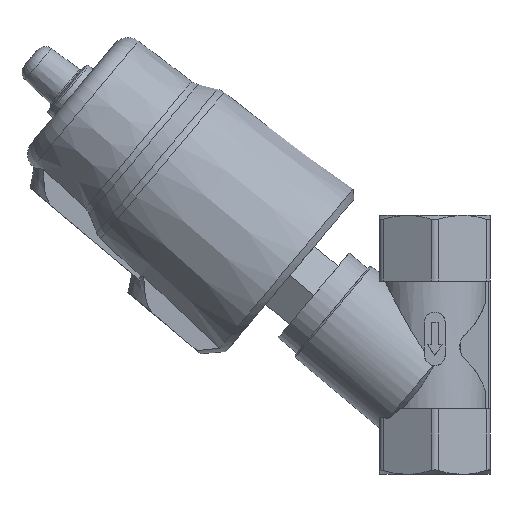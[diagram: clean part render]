
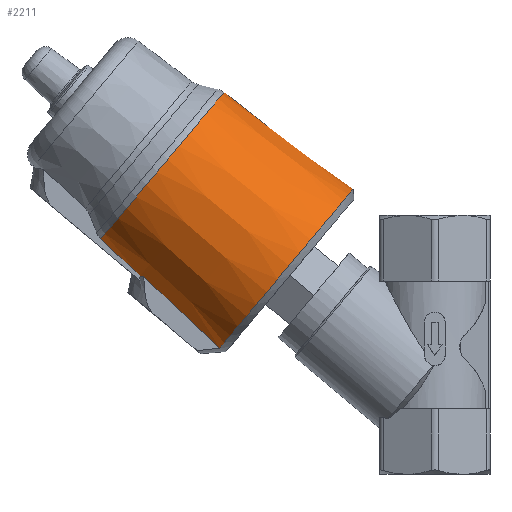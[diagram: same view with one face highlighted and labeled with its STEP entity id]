
A CAD part, left-side view. The second image highlights one B-rep face of the part: STEP entity #2211.
In plain terms, the highlighted conical face has half-angle 3 degrees and reference radius 28.445 mm.
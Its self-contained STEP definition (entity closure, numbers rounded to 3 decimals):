
#33=CONICAL_SURFACE('',#2407,28.445,0.052);
#439=B_SPLINE_CURVE_WITH_KNOTS('',3,(#3567,#3568,#3569,#3570),
 .UNSPECIFIED.,.F.,.F.,(4,4),(0.001,0.031),
 .UNSPECIFIED.);
#440=B_SPLINE_CURVE_WITH_KNOTS('',3,(#3573,#3574,#3575,#3576,#3577,#3578,
#3579,#3580,#3581,#3582,#3583,#3584,#3585,#3586,#3587,#3588,#3589,#3590,
#3591,#3592,#3593,#3594,#3595,#3596,#3597,#3598,#3599,#3600,#3601,#3602,
#3603,#3604,#3605,#3606,#3607,#3608,#3609,#3610,#3611,#3612,#3613,#3614,
#3615),.UNSPECIFIED.,.F.,.F.,(4,1,1,1,1,1,1,1,1,1,1,1,1,1,1,1,1,1,1,1,1,
1,1,1,1,1,1,1,1,1,1,1,1,1,1,1,1,1,1,1,4),(0.107,0.112,
0.115,0.118,0.123,0.126,
0.129,0.131,0.134,0.137,
0.14,0.142,0.145,0.15,
0.153,0.156,0.161,0.164,
0.167,0.172,0.177,0.183,
0.188,0.194,0.199,0.205,
0.21,0.215,0.221,0.226,
0.232,0.237,0.243,0.248,
0.253,0.259,0.264,0.267,
0.27,0.275,0.28),.UNSPECIFIED.);
#441=B_SPLINE_CURVE_WITH_KNOTS('',3,(#3617,#3618,#3619,#3620),
 .UNSPECIFIED.,.F.,.F.,(4,4),(0.001,0.031),
 .UNSPECIFIED.);
#442=B_SPLINE_CURVE_WITH_KNOTS('',3,(#3622,#3623,#3624,#3625),
 .UNSPECIFIED.,.F.,.F.,(4,4),(0.,0.002),
 .UNSPECIFIED.);
#443=B_SPLINE_CURVE_WITH_KNOTS('',3,(#3627,#3628,#3629,#3630),
 .UNSPECIFIED.,.F.,.F.,(4,4),(0.057,0.073),
 .UNSPECIFIED.);
#444=B_SPLINE_CURVE_WITH_KNOTS('',3,(#3631,#3632,#3633,#3634),
 .UNSPECIFIED.,.F.,.F.,(4,4),(0.057,0.073),
 .UNSPECIFIED.);
#445=B_SPLINE_CURVE_WITH_KNOTS('',3,(#3636,#3637,#3638,#3639),
 .UNSPECIFIED.,.F.,.F.,(4,4),(0.02,0.022),
 .UNSPECIFIED.);
#616=ORIENTED_EDGE('',*,*,#1266,.T.);
#617=ORIENTED_EDGE('',*,*,#1267,.T.);
#618=ORIENTED_EDGE('',*,*,#1268,.F.);
#619=ORIENTED_EDGE('',*,*,#1269,.T.);
#620=ORIENTED_EDGE('',*,*,#1270,.F.);
#621=ORIENTED_EDGE('',*,*,#1263,.T.);
#622=ORIENTED_EDGE('',*,*,#1271,.T.);
#623=ORIENTED_EDGE('',*,*,#1272,.T.);
#1263=EDGE_CURVE('',#1584,#1585,#1758,.T.);
#1266=EDGE_CURVE('',#1586,#1587,#439,.T.);
#1267=EDGE_CURVE('',#1587,#1588,#440,.T.);
#1268=EDGE_CURVE('',#1589,#1588,#441,.T.);
#1269=EDGE_CURVE('',#1589,#1590,#442,.T.);
#1270=EDGE_CURVE('',#1584,#1590,#443,.T.);
#1271=EDGE_CURVE('',#1585,#1591,#444,.T.);
#1272=EDGE_CURVE('',#1591,#1586,#445,.T.);
#1584=VERTEX_POINT('',#3556);
#1585=VERTEX_POINT('',#3557);
#1586=VERTEX_POINT('',#3571);
#1587=VERTEX_POINT('',#3572);
#1588=VERTEX_POINT('',#3616);
#1589=VERTEX_POINT('',#3621);
#1590=VERTEX_POINT('',#3626);
#1591=VERTEX_POINT('',#3635);
#1758=CIRCLE('',#2406,28.445);
#1833=EDGE_LOOP('',(#616,#617,#618,#619,#620,#621,#622,#623));
#2004=FACE_BOUND('',#1833,.T.);
#2211=ADVANCED_FACE('',(#2004),#33,.T.);
#2406=AXIS2_PLACEMENT_3D('',#3555,#2729,#2730);
#2407=AXIS2_PLACEMENT_3D('',#3566,#2731,#2732);
#2729=DIRECTION('',(0.643,-0.766,0.));
#2730=DIRECTION('',(0.766,0.643,0.));
#2731=DIRECTION('',(0.643,-0.766,0.));
#2732=DIRECTION('',(0.766,0.643,0.));
#3555=CARTESIAN_POINT('',(-88.97,79.298,0.));
#3556=CARTESIAN_POINT('',(-68.175,96.747,8.5));
#3557=CARTESIAN_POINT('',(-68.175,96.747,-8.5));
#3566=CARTESIAN_POINT('',(-88.97,79.298,0.));
#3567=CARTESIAN_POINT('',(-57.192,84.299,-10.));
#3568=CARTESIAN_POINT('',(-50.315,76.973,-10.));
#3569=CARTESIAN_POINT('',(-43.439,69.645,-10.));
#3570=CARTESIAN_POINT('',(-36.564,62.317,-10.));
#3571=CARTESIAN_POINT('',(-57.192,84.299,-10.));
#3572=CARTESIAN_POINT('',(-36.564,62.317,-10.));
#3573=CARTESIAN_POINT('',(-36.564,62.317,-10.));
#3574=CARTESIAN_POINT('',(-37.011,61.942,-11.705));
#3575=CARTESIAN_POINT('',(-37.849,61.238,-14.182));
#3576=CARTESIAN_POINT('',(-39.312,60.01,-17.301));
#3577=CARTESIAN_POINT('',(-40.955,58.632,-20.196));
#3578=CARTESIAN_POINT('',(-42.882,57.015,-22.802));
#3579=CARTESIAN_POINT('',(-45.074,55.175,-25.07));
#3580=CARTESIAN_POINT('',(-46.803,53.725,-26.554));
#3581=CARTESIAN_POINT('',(-48.623,52.197,-27.838));
#3582=CARTESIAN_POINT('',(-50.546,50.584,-28.92));
#3583=CARTESIAN_POINT('',(-52.531,48.918,-29.774));
#3584=CARTESIAN_POINT('',(-54.545,47.228,-30.391));
#3585=CARTESIAN_POINT('',(-56.594,45.509,-30.779));
#3586=CARTESIAN_POINT('',(-59.389,43.163,-30.982));
#3587=CARTESIAN_POINT('',(-62.151,40.845,-30.702));
#3588=CARTESIAN_POINT('',(-64.853,38.577,-29.959));
#3589=CARTESIAN_POINT('',(-67.535,36.327,-28.891));
#3590=CARTESIAN_POINT('',(-70.047,34.219,-27.392));
#3591=CARTESIAN_POINT('',(-72.393,32.25,-25.477));
#3592=CARTESIAN_POINT('',(-74.63,30.374,-23.268));
#3593=CARTESIAN_POINT('',(-77.077,28.32,-20.112));
#3594=CARTESIAN_POINT('',(-79.511,26.277,-15.623));
#3595=CARTESIAN_POINT('',(-81.273,24.799,-10.737));
#3596=CARTESIAN_POINT('',(-82.375,23.874,-5.442));
#3597=CARTESIAN_POINT('',(-82.741,23.567,0.007));
#3598=CARTESIAN_POINT('',(-82.376,23.874,5.433));
#3599=CARTESIAN_POINT('',(-81.274,24.798,10.733));
#3600=CARTESIAN_POINT('',(-79.513,26.276,15.619));
#3601=CARTESIAN_POINT('',(-77.08,28.318,20.108));
#3602=CARTESIAN_POINT('',(-74.14,30.785,23.901));
#3603=CARTESIAN_POINT('',(-70.67,33.696,27.024));
#3604=CARTESIAN_POINT('',(-66.911,36.851,29.263));
#3605=CARTESIAN_POINT('',(-62.829,40.276,30.637));
#3606=CARTESIAN_POINT('',(-58.708,43.734,31.05));
#3607=CARTESIAN_POINT('',(-54.516,47.252,30.507));
#3608=CARTESIAN_POINT('',(-50.535,50.593,29.042));
#3609=CARTESIAN_POINT('',(-46.744,53.774,26.649));
#3610=CARTESIAN_POINT('',(-43.955,56.114,24.015));
#3611=CARTESIAN_POINT('',(-41.917,57.824,21.499));
#3612=CARTESIAN_POINT('',(-40.087,59.36,18.798));
#3613=CARTESIAN_POINT('',(-38.146,60.989,15.048));
#3614=CARTESIAN_POINT('',(-37.01,61.942,11.704));
#3615=CARTESIAN_POINT('',(-36.564,62.317,10.));
#3616=CARTESIAN_POINT('',(-36.564,62.317,10.));
#3617=CARTESIAN_POINT('',(-57.192,84.299,10.));
#3618=CARTESIAN_POINT('',(-50.315,76.973,10.));
#3619=CARTESIAN_POINT('',(-43.439,69.645,10.));
#3620=CARTESIAN_POINT('',(-36.564,62.317,10.));
#3621=CARTESIAN_POINT('',(-57.192,84.299,10.));
#3622=CARTESIAN_POINT('',(-57.192,84.299,10.));
#3623=CARTESIAN_POINT('',(-57.321,84.69,9.52));
#3624=CARTESIAN_POINT('',(-57.432,85.052,9.02));
#3625=CARTESIAN_POINT('',(-57.529,85.387,8.5));
#3626=CARTESIAN_POINT('',(-57.529,85.387,8.5));
#3627=CARTESIAN_POINT('',(-68.175,96.747,8.5));
#3628=CARTESIAN_POINT('',(-64.626,92.961,8.5));
#3629=CARTESIAN_POINT('',(-61.077,89.174,8.5));
#3630=CARTESIAN_POINT('',(-57.529,85.387,8.5));
#3631=CARTESIAN_POINT('',(-68.175,96.747,-8.5));
#3632=CARTESIAN_POINT('',(-64.626,92.961,-8.5));
#3633=CARTESIAN_POINT('',(-61.077,89.174,-8.5));
#3634=CARTESIAN_POINT('',(-57.529,85.387,-8.5));
#3635=CARTESIAN_POINT('',(-57.529,85.387,-8.5));
#3636=CARTESIAN_POINT('',(-57.529,85.387,-8.5));
#3637=CARTESIAN_POINT('',(-57.431,85.051,-9.022));
#3638=CARTESIAN_POINT('',(-57.32,84.688,-9.523));
#3639=CARTESIAN_POINT('',(-57.192,84.299,-10.));
